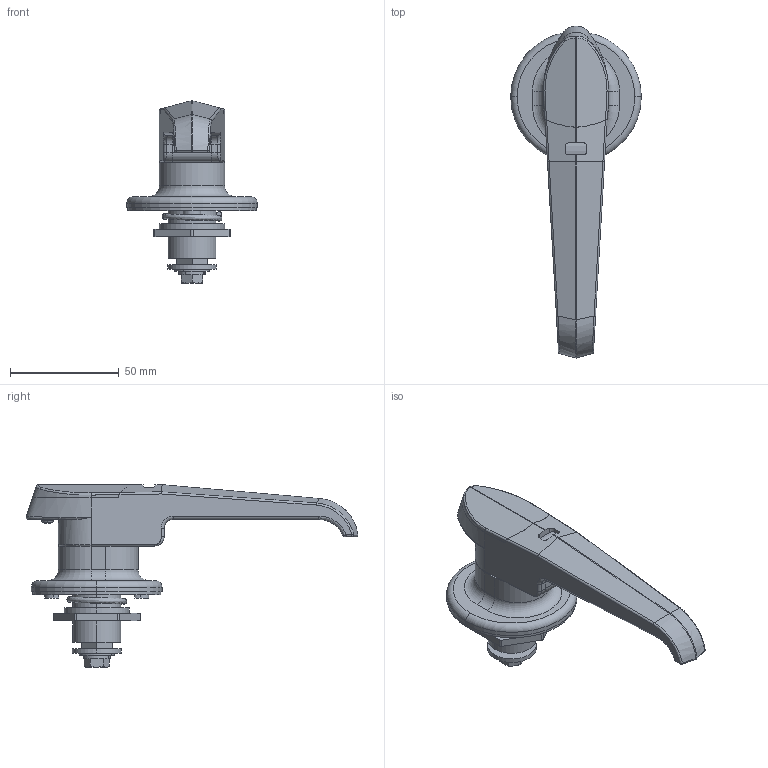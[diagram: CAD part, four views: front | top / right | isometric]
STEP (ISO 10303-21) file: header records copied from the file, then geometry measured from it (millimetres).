
FILE_DESCRIPTION (( 'STEP AP203' ), '1' );
FILE_NAME ('A-1140-SF-1-1.STEP', '2021-06-17T05:07:26', ( '' ), ( '' ), 'SwSTEP 2.0', 'SolidWorks 2018', '' );
FILE_SCHEMA (( 'CONFIG_CONTROL_DESIGN' ));
Length unit declared in the file: millimetre
Products named in the file (16): A-1140-SF-1-1_hex head bolt_ver1.06__M6x16十字穴付六角ボルト(SUS)ダブルセムス; A-1140-SF-1-1_dead bolt_; A-1140-SF-1-1_indicator cover_; A-1140-SF-1-1_indicator lever_; A-1140-SF-1-1_spacer_; A-1140-SF-1-1_hex nut_M22_; A-1140-SF-1-1; A-1140-SF-1-1_cross-recessed head machine screw_ver1.05__M3x5十字穴付なべ小ねじ(SUS); A-1140-SF-1-1_handle lever_; A-1140-SF-1-1_handle base_; A-1140-SF-1-1_washer_; A-1140-SF-1-1_0200__0200-4-2; A-1140-SF-1-1_cross-recessed flat head screw_ver1.03__M4x8十字穴付小頭皿小ねじ(SUS)サッシビス; A-1140-SF-1-1_base packing_; A-1140-SF-1-1_key cap_; A-1140-SF-1-1_ring washer_
Assembly tree (15 placements, depth 2):
  A-1140-SF-1-1
    A-1140-SF-1-1_handle base_
    A-1140-SF-1-1_handle lever_
    A-1140-SF-1-1_key cap_
    A-1140-SF-1-1_dead bolt_
    A-1140-SF-1-1_indicator lever_
    A-1140-SF-1-1_indicator cover_
    A-1140-SF-1-1_cross-recessed flat head screw_ver1.03__M4x8十字穴付小頭皿小ねじ(SUS)サッシビス
    A-1140-SF-1-1_base packing_
    A-1140-SF-1-1_hex nut_M22_
    A-1140-SF-1-1_ring washer_
    A-1140-SF-1-1_spacer_
    A-1140-SF-1-1_hex head bolt_ver1.06__M6x16十字穴付六角ボルト(SUS)ダブルセムス
    A-1140-SF-1-1_0200__0200-4-2
    A-1140-SF-1-1_washer_
    A-1140-SF-1-1_cross-recessed head machine screw_ver1.05__M3x5十字穴付なべ小ねじ(SUS)
Bounding box: 60 x 152.49 x 83.86 mm (x, y, z)
Volume: 87306.5 mm3; surface area: 49329.6 mm2
Topology: 15 solids, 15 shells, 510 faces, 1314 edges, 850 vertices
Faces by surface type: plane 257, cylinder 184, bspline 28, cone 26, torus 8, sphere 7
Entity records: 20709 total; most frequent: CARTESIAN_POINT 6797, ORIENTED_EDGE 2606, DIRECTION 2492, EDGE_CURVE 1303, AXIS2_PLACEMENT_3D 883, VERTEX_POINT 847, LINE 726, VECTOR 726
